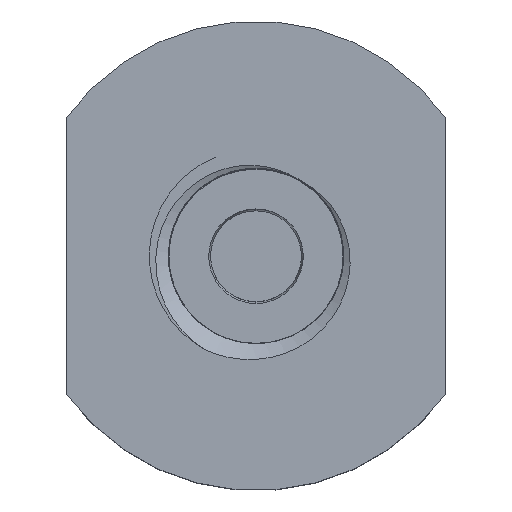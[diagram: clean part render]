
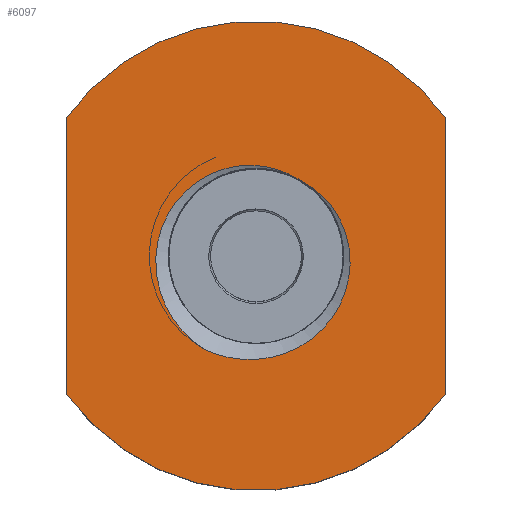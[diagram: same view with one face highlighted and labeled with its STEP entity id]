
A CAD part, top view. The second image highlights one B-rep face of the part: STEP entity #6097.
In plain terms, the highlighted planar face has unit normal (0, 0, 1).
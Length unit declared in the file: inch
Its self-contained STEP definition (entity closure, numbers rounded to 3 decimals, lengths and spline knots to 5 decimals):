
#1=CARTESIAN_POINT('',(0.06124,0.09831,0.50993));
#2=CARTESIAN_POINT('',(0.066,0.09579,0.50993));
#3=CARTESIAN_POINT('',(0.07505,0.09016,0.50993));
#4=CARTESIAN_POINT('',(0.08736,0.07993,0.50993));
#5=CARTESIAN_POINT('',(0.09815,0.06816,0.50993));
#6=CARTESIAN_POINT('',(0.10746,0.0548,0.50993));
#7=CARTESIAN_POINT('',(0.11521,0.03955,0.50993));
#8=CARTESIAN_POINT('',(0.12098,0.02246,0.50993));
#9=CARTESIAN_POINT('',(0.12428,0.0038,0.50993));
#10=CARTESIAN_POINT('',(0.12464,-0.01616,
0.50993));
#11=CARTESIAN_POINT('',(0.12162,-0.03673,
0.50993));
#12=CARTESIAN_POINT('',(0.11516,-0.05675,
0.50993));
#13=CARTESIAN_POINT('',(0.10545,-0.07558,
0.50993));
#14=CARTESIAN_POINT('',(0.09233,-0.09311,
0.50993));
#15=CARTESIAN_POINT('',(0.07632,-0.10828,
0.50993));
#16=CARTESIAN_POINT('',(0.05823,-0.12045,
0.50993));
#17=CARTESIAN_POINT('',(0.03859,-0.12945,
0.50993));
#18=CARTESIAN_POINT('',(0.01772,-0.13523,
0.50993));
#19=CARTESIAN_POINT('',(-0.00385,-0.13761,
0.50993));
#20=CARTESIAN_POINT('',(-0.0254,-0.13658,
0.50993));
#21=CARTESIAN_POINT('',(-0.04677,-0.13218,
0.50993));
#22=CARTESIAN_POINT('',(-0.06077,-0.12691,
0.50993));
#23=CARTESIAN_POINT('',(-0.06769,-0.12362,
0.50993));
#25=CARTESIAN_POINT('',(-0.06769,-0.12362,
0.50993));
#26=CARTESIAN_POINT('',(-0.07354,-0.11996,
0.50993));
#27=CARTESIAN_POINT('',(-0.08455,-0.1119,
0.50993));
#28=CARTESIAN_POINT('',(-0.09913,-0.09753,
0.50993));
#29=CARTESIAN_POINT('',(-0.11145,-0.08118,
0.50993));
#30=CARTESIAN_POINT('',(-0.1215,-0.06258,
0.50993));
#31=CARTESIAN_POINT('',(-0.12881,-0.04179,
0.50993));
#32=CARTESIAN_POINT('',(-0.13283,-0.01856,
0.50993));
#33=CARTESIAN_POINT('',(-0.13249,0.00696,
0.50993));
#34=CARTESIAN_POINT('',(-0.12691,0.03268,
0.50993));
#35=CARTESIAN_POINT('',(-0.11659,0.05615,
0.50993));
#36=CARTESIAN_POINT('',(-0.10226,0.07668,
0.50993));
#37=CARTESIAN_POINT('',(-0.08438,0.09384,
0.50993));
#38=CARTESIAN_POINT('',(-0.06409,0.10687,
0.50993));
#39=CARTESIAN_POINT('',(-0.04172,0.11578,
0.50993));
#40=CARTESIAN_POINT('',(-0.01778,0.12013,
0.50993));
#41=CARTESIAN_POINT('',(0.0059,0.11967,0.50993));
#42=CARTESIAN_POINT('',(0.0288,0.11465,0.50993));
#43=CARTESIAN_POINT('',(0.04299,0.10843,0.50993));
#44=CARTESIAN_POINT('',(0.04984,0.10455,0.50993));
#46=DIRECTION('',(0.,-1.,0.));
#47=VECTOR('',#46,0.36661);
#48=CARTESIAN_POINT('',(0.25,0.1833,0.50993));
#49=LINE('',#48,#47);
#50=DIRECTION('',(0.,1.,0.));
#51=VECTOR('',#50,0.36661);
#52=CARTESIAN_POINT('',(-0.25,-0.1833,0.50993));
#53=LINE('',#52,#51);
#184=CARTESIAN_POINT('',(0.,0.,0.50993));
#185=DIRECTION('',(0.,0.,-1.));
#186=DIRECTION('',(0.43,0.903,0.));
#187=AXIS2_PLACEMENT_3D('',#184,#185,#186);
#5773=CARTESIAN_POINT('',(0.,0.,0.50993));
#5774=DIRECTION('',(0.,0.,1.));
#5775=DIRECTION('',(0.806,0.591,0.));
#5776=AXIS2_PLACEMENT_3D('',#5773,#5774,#5775);
#5782=CARTESIAN_POINT('',(0.,0.,0.50993));
#5783=DIRECTION('',(0.,0.,1.));
#5784=DIRECTION('',(-0.806,-0.591,0.));
#5785=AXIS2_PLACEMENT_3D('',#5782,#5783,#5784);
#5849=VERTEX_POINT('',#1);
#5850=VERTEX_POINT('',#23);
#5851=VERTEX_POINT('',#44);
#6055=CARTESIAN_POINT('',(0.25,0.1833,0.50993));
#6056=CARTESIAN_POINT('',(0.25,-0.1833,0.50993));
#6057=VERTEX_POINT('',#6055);
#6058=VERTEX_POINT('',#6056);
#6059=CARTESIAN_POINT('',(-0.25,-0.1833,0.50993));
#6060=CARTESIAN_POINT('',(-0.25,0.1833,0.50993));
#6061=VERTEX_POINT('',#6059);
#6062=VERTEX_POINT('',#6060);
#6074=CARTESIAN_POINT('',(0.,0.,0.50993));
#6075=DIRECTION('',(0.,0.,1.));
#6076=DIRECTION('',(0.,1.,0.));
#6077=AXIS2_PLACEMENT_3D('',#6074,#6075,#6076);
#6078=PLANE('',#6077);
#6080=ORIENTED_EDGE('',*,*,#6079,.T.);
#6082=ORIENTED_EDGE('',*,*,#6081,.F.);
#6084=ORIENTED_EDGE('',*,*,#6083,.T.);
#6086=ORIENTED_EDGE('',*,*,#6085,.F.);
#6087=EDGE_LOOP('',(#6080,#6082,#6084,#6086));
#6088=FACE_OUTER_BOUND('',#6087,.F.);
#6090=ORIENTED_EDGE('',*,*,#6089,.F.);
#6092=ORIENTED_EDGE('',*,*,#6091,.F.);
#6094=ORIENTED_EDGE('',*,*,#6093,.F.);
#6095=EDGE_LOOP('',(#6090,#6092,#6094));
#6096=FACE_BOUND('',#6095,.F.);
#6097=ADVANCED_FACE('',(#6088,#6096),#6078,.T.);
#24=B_SPLINE_CURVE_WITH_KNOTS('',3,(#1,#2,#3,#4,#5,#6,#7,#8,#9,#10,#11,#12,#13,
#14,#15,#16,#17,#18,#19,#20,#21,#22,#23),.UNSPECIFIED.,.F.,.F.,(4,1,1,1,1,1,1,1,
1,1,1,1,1,1,1,1,1,1,1,1,4),(0.,0.05,0.1,0.15,0.2,0.25,0.3,0.35,
0.4,0.45,0.5,0.55,0.6,0.65,0.7,0.75,0.8,0.85,0.9,0.95,
1.),.UNSPECIFIED.);
#45=B_SPLINE_CURVE_WITH_KNOTS('',3,(#25,#26,#27,#28,#29,#30,#31,#32,#33,#34,#35,
#36,#37,#38,#39,#40,#41,#42,#43,#44),.UNSPECIFIED.,.F.,.F.,(4,1,1,1,1,1,1,1,1,1,
1,1,1,1,1,1,1,4),(0.,0.05882,0.11765,0.17647,
0.23529,0.29412,0.35294,0.41176,
0.47059,0.52941,0.58824,0.64706,
0.70588,0.76471,0.82353,0.88235,
0.94118,1.),.UNSPECIFIED.);
#188=CIRCLE('',#187,0.11583);
#5777=CIRCLE('',#5776,0.31);
#5786=CIRCLE('',#5785,0.31);
#6079=EDGE_CURVE('',#6057,#6058,#49,.T.);
#6081=EDGE_CURVE('',#6061,#6058,#5786,.T.);
#6083=EDGE_CURVE('',#6061,#6062,#53,.T.);
#6085=EDGE_CURVE('',#6057,#6062,#5777,.T.);
#6089=EDGE_CURVE('',#5849,#5850,#24,.T.);
#6091=EDGE_CURVE('',#5851,#5849,#188,.T.);
#6093=EDGE_CURVE('',#5850,#5851,#45,.T.);
